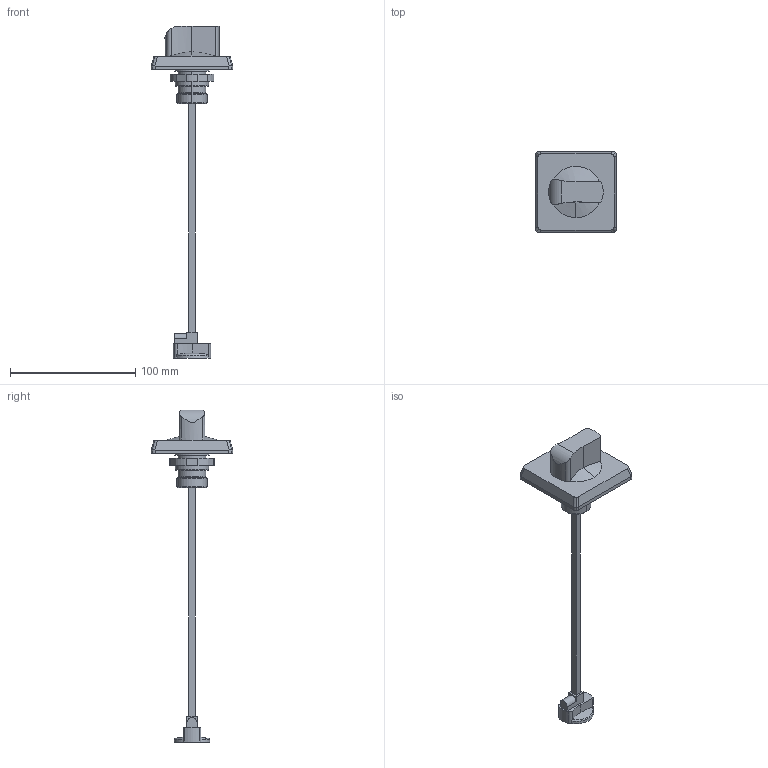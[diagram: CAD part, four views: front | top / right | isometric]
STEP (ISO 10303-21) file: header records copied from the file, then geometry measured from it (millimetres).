
FILE_DESCRIPTION (( 'STEP AP214' ), '1' );
FILE_NAME ('3d_MP-32R-EH(N)1-200-T2.STEP', '2023-02-20T14:29:10', ( '' ), ( '' ), 'SwSTEP 2.0', 'SolidWorks 2018', '' );
FILE_SCHEMA (( 'AUTOMOTIVE_DESIGN' ));
Length unit declared in the file: millimetre
Products named in the file (1): 3d_MP-32R-EH(N)1-200-T2
Bounding box: 65 x 65 x 265.5 mm (x, y, z)
Volume: 87843.3 mm3; surface area: 23409.5 mm2
Topology: 1 solids, 1 shells, 110 faces, 286 edges, 189 vertices
Faces by surface type: cylinder 53, plane 40, cone 9, torus 8
Entity records: 3931 total; most frequent: CARTESIAN_POINT 1220, ORIENTED_EDGE 572, DIRECTION 561, EDGE_CURVE 286, AXIS2_PLACEMENT_3D 214, VERTEX_POINT 189, VECTOR 133, LINE 133
